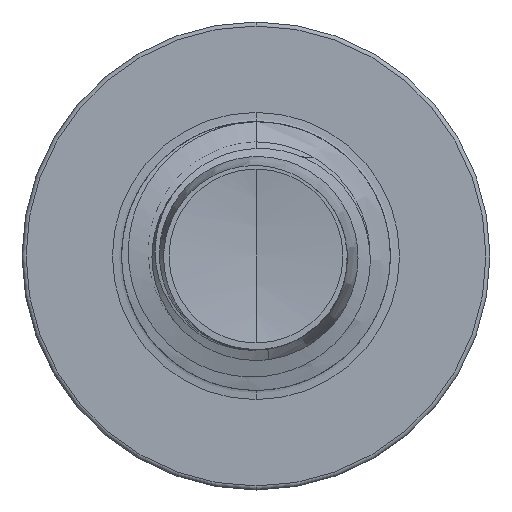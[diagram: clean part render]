
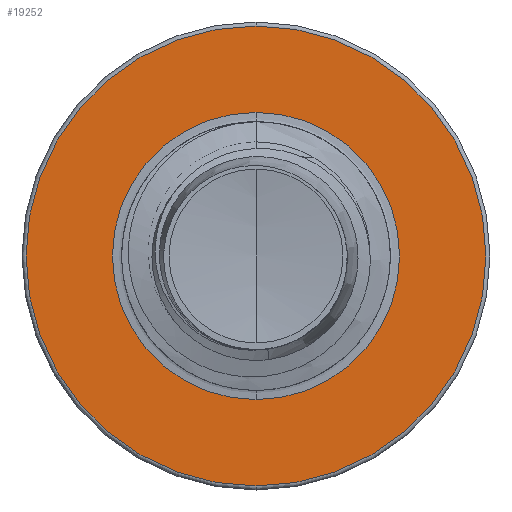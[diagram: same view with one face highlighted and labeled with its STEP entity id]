
A CAD part, front view. The second image highlights one B-rep face of the part: STEP entity #19252.
In plain terms, the highlighted planar face has unit normal (0, -1, 0).
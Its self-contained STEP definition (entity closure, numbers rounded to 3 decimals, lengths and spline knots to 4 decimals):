
#77 = CIRCLE ( 'NONE', #6431, 2.9975 ) ;
#369 = DIRECTION ( 'NONE',  ( 0., 0., 1. ) ) ;
#886 = AXIS2_PLACEMENT_3D ( 'NONE', #24838, #9109, #27410 ) ;
#1417 = CARTESIAN_POINT ( 'NONE',  ( 0., 17.5, -2.9975 ) ) ;
#1560 = EDGE_LOOP ( 'NONE', ( #26418, #20396 ) ) ;
#2495 = ORIENTED_EDGE ( 'NONE', *, *, #29879, .F. ) ;
#2857 = DIRECTION ( 'NONE',  ( 0., 0., 1. ) ) ;
#4841 = CARTESIAN_POINT ( 'NONE',  ( 0., 17.5, 0. ) ) ;
#4910 = VERTEX_POINT ( 'NONE', #32239 ) ;
#6258 = DIRECTION ( 'NONE',  ( 0., 1., 0. ) ) ;
#6431 = AXIS2_PLACEMENT_3D ( 'NONE', #4841, #23473, #7690 ) ;
#6804 = CARTESIAN_POINT ( 'NONE',  ( 0., 17.5, 2.9975 ) ) ;
#7182 = AXIS2_PLACEMENT_3D ( 'NONE', #32377, #17092, #369 ) ;
#7690 = DIRECTION ( 'NONE',  ( 0., 0., 1. ) ) ;
#8198 = VERTEX_POINT ( 'NONE', #1417 ) ;
#8769 = EDGE_LOOP ( 'NONE', ( #14030, #2495 ) ) ;
#9109 = DIRECTION ( 'NONE',  ( 0., 1., 0. ) ) ;
#10887 = AXIS2_PLACEMENT_3D ( 'NONE', #22170, #6258, #24777 ) ;
#13704 = EDGE_CURVE ( 'NONE', #4910, #16031, #18702, .T. ) ;
#13861 = FACE_BOUND ( 'NONE', #1560, .T. ) ;
#14030 = ORIENTED_EDGE ( 'NONE', *, *, #21876, .F. ) ;
#16031 = VERTEX_POINT ( 'NONE', #24564 ) ;
#16304 = CARTESIAN_POINT ( 'NONE',  ( 0., 17.5, -1.872 ) ) ;
#16638 = PLANE ( 'NONE',  #30527 ) ;
#17092 = DIRECTION ( 'NONE',  ( 0., 1., 0. ) ) ;
#18050 = VERTEX_POINT ( 'NONE', #6804 ) ;
#18702 = CIRCLE ( 'NONE', #886, 1.872 ) ;
#19188 = DIRECTION ( 'NONE',  ( 0., 1., 0. ) ) ;
#19252 = ADVANCED_FACE ( 'NONE', ( #20723, #13861 ), #16638, .F. ) ;
#20396 = ORIENTED_EDGE ( 'NONE', *, *, #13704, .T. ) ;
#20723 = FACE_OUTER_BOUND ( 'NONE', #8769, .T. ) ;
#21876 = EDGE_CURVE ( 'NONE', #18050, #8198, #77, .T. ) ;
#22170 = CARTESIAN_POINT ( 'NONE',  ( 0., 17.5, 0. ) ) ;
#23473 = DIRECTION ( 'NONE',  ( 0., 1., 0. ) ) ;
#24564 = CARTESIAN_POINT ( 'NONE',  ( 0., 17.5, 1.872 ) ) ;
#24777 = DIRECTION ( 'NONE',  ( 0., 0., 1. ) ) ;
#24838 = CARTESIAN_POINT ( 'NONE',  ( 0., 17.5, 0. ) ) ;
#26418 = ORIENTED_EDGE ( 'NONE', *, *, #29828, .T. ) ;
#27410 = DIRECTION ( 'NONE',  ( 0., 0., 1. ) ) ;
#27437 = CIRCLE ( 'NONE', #10887, 2.9975 ) ;
#29828 = EDGE_CURVE ( 'NONE', #16031, #4910, #32654, .T. ) ;
#29879 = EDGE_CURVE ( 'NONE', #8198, #18050, #27437, .T. ) ;
#30527 = AXIS2_PLACEMENT_3D ( 'NONE', #16304, #19188, #2857 ) ;
#32239 = CARTESIAN_POINT ( 'NONE',  ( 0., 17.5, -1.872 ) ) ;
#32377 = CARTESIAN_POINT ( 'NONE',  ( 0., 17.5, 0. ) ) ;
#32654 = CIRCLE ( 'NONE', #7182, 1.872 ) ;
